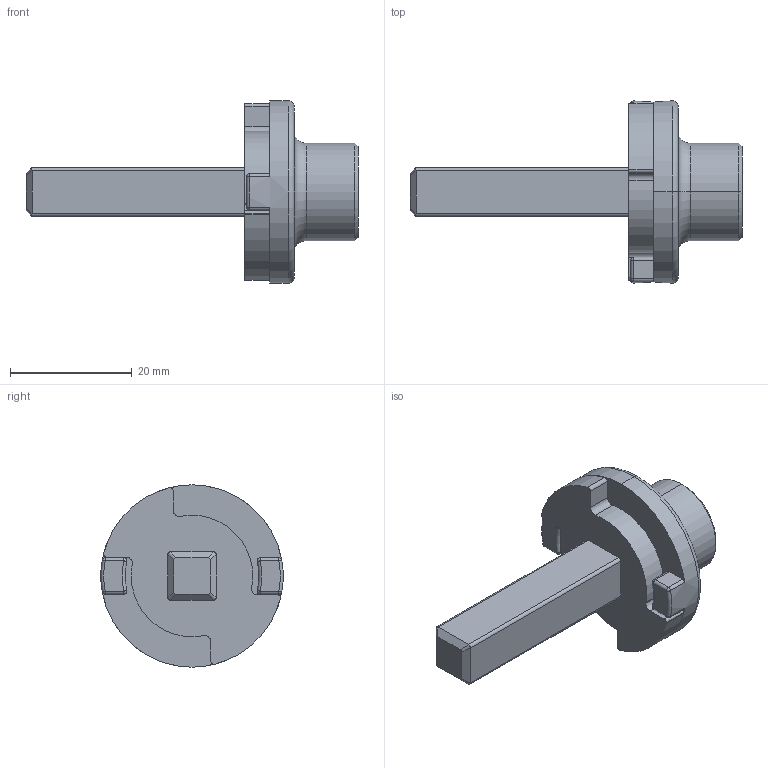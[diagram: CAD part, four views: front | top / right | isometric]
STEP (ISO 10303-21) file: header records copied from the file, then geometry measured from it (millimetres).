
FILE_DESCRIPTION (( 'STEP AP203' ), '1' );
FILE_NAME ('AC-1025-T.STEP', '2017-04-11T07:08:46', ( '' ), ( '' ), 'SwSTEP 2.0', 'SolidWorks 2014', '' );
FILE_SCHEMA (( 'CONFIG_CONTROL_DESIGN' ));
Length unit declared in the file: millimetre
Products named in the file (3): AC-1025-T; AC-1025-T_キャップ; AC-1025-T_シャフト
Assembly tree (2 placements, depth 2):
  AC-1025-T
    AC-1025-T_キャップ
    AC-1025-T_シャフト
Bounding box: 54.6 x 30 x 30 mm (x, y, z)
Volume: 8515.1 mm3; surface area: 5449.2 mm2
Topology: 2 solids, 2 shells, 110 faces, 267 edges, 166 vertices
Faces by surface type: cylinder 55, plane 35, torus 8, sphere 8, cone 4
Entity records: 3482 total; most frequent: DIRECTION 599, CARTESIAN_POINT 584, ORIENTED_EDGE 518, EDGE_CURVE 259, AXIS2_PLACEMENT_3D 241, VERTEX_POINT 162, CIRCLE 126, EDGE_LOOP 121
